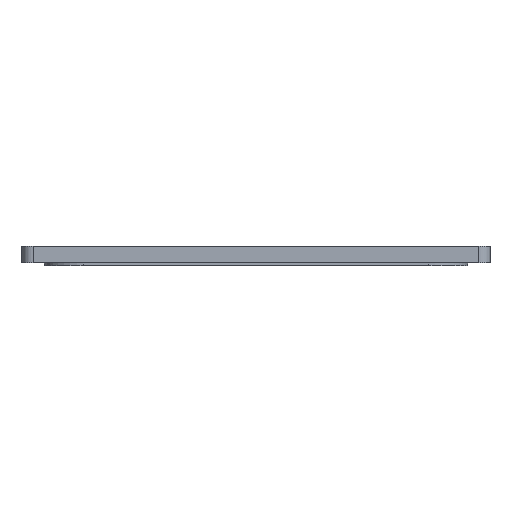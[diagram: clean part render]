
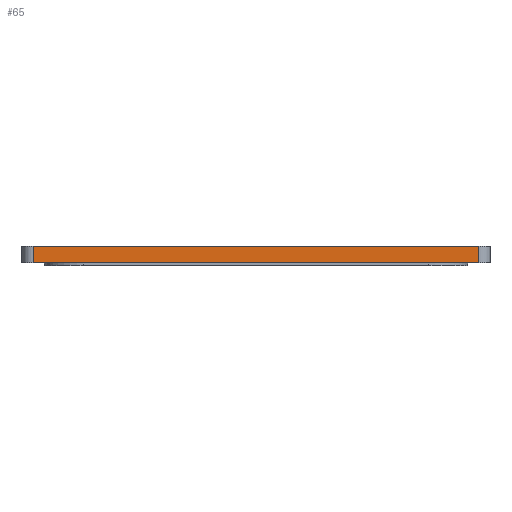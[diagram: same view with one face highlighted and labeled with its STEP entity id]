
A CAD part, front view. The second image highlights one B-rep face of the part: STEP entity #65.
In plain terms, the highlighted planar face has unit normal (0, -1, 0).
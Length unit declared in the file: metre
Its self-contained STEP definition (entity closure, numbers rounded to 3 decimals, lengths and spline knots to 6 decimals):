
#65 = ADVANCED_FACE( '', ( #159 ), #160, .F. );
#159 = FACE_OUTER_BOUND( '', #302, .T. );
#160 = PLANE( '', #303 );
#302 = EDGE_LOOP( '', ( #446, #447, #448, #449 ) );
#303 = AXIS2_PLACEMENT_3D( '', #450, #451, #452 );
#446 = ORIENTED_EDGE( '', *, *, #764, .T. );
#447 = ORIENTED_EDGE( '', *, *, #765, .F. );
#448 = ORIENTED_EDGE( '', *, *, #766, .F. );
#449 = ORIENTED_EDGE( '', *, *, #767, .T. );
#450 = CARTESIAN_POINT( '', ( 0., -0.0555, 0.039 ) );
#451 = DIRECTION( '', ( 0., 1., 0. ) );
#452 = DIRECTION( '', ( 0., 0., 1. ) );
#764 = EDGE_CURVE( '', #895, #896, #897, .T. );
#765 = EDGE_CURVE( '', #898, #896, #899, .T. );
#766 = EDGE_CURVE( '', #900, #898, #901, .T. );
#767 = EDGE_CURVE( '', #900, #895, #902, .T. );
#895 = VERTEX_POINT( '', #1088 );
#896 = VERTEX_POINT( '', #1089 );
#897 = LINE( '', #1090, #1091 );
#898 = VERTEX_POINT( '', #1092 );
#899 = LINE( '', #1093, #1094 );
#900 = VERTEX_POINT( '', #1095 );
#901 = LINE( '', #1096, #1097 );
#902 = LINE( '', #1098, #1099 );
#1088 = CARTESIAN_POINT( '', ( -0.04, -0.0555, 0.036 ) );
#1089 = CARTESIAN_POINT( '', ( 0.04, -0.0555, 0.036 ) );
#1090 = CARTESIAN_POINT( '', ( 0., -0.0555, 0.036 ) );
#1091 = VECTOR( '', #1316, 1. );
#1092 = CARTESIAN_POINT( '', ( 0.04, -0.0555, 0.039 ) );
#1093 = CARTESIAN_POINT( '', ( 0.04, -0.0555, 0.039 ) );
#1094 = VECTOR( '', #1317, 1. );
#1095 = CARTESIAN_POINT( '', ( -0.04, -0.0555, 0.039 ) );
#1096 = CARTESIAN_POINT( '', ( 0., -0.0555, 0.039 ) );
#1097 = VECTOR( '', #1318, 1. );
#1098 = CARTESIAN_POINT( '', ( -0.04, -0.0555, 0.039 ) );
#1099 = VECTOR( '', #1319, 1. );
#1316 = DIRECTION( '', ( 1., 0., 0. ) );
#1317 = DIRECTION( '', ( 0., 0., -1. ) );
#1318 = DIRECTION( '', ( 1., 0., 0. ) );
#1319 = DIRECTION( '', ( 0., 0., -1. ) );
